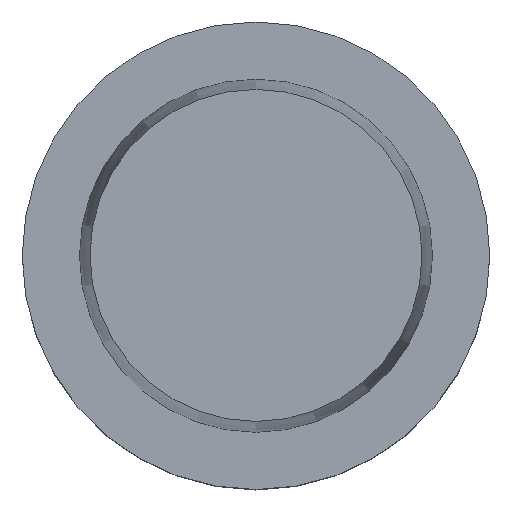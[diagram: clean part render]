
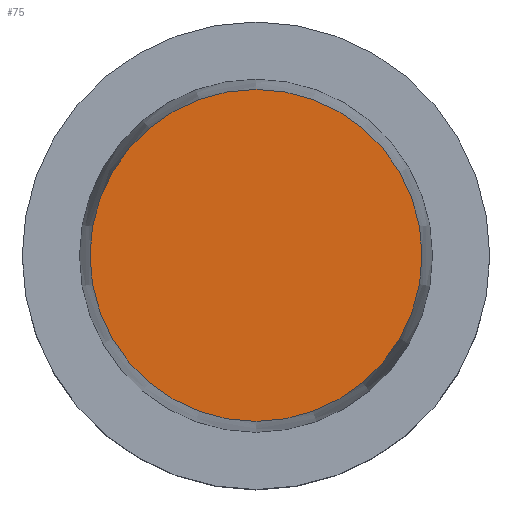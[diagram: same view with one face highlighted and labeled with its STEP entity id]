
A CAD part, top view. The second image highlights one B-rep face of the part: STEP entity #75.
In plain terms, the highlighted planar face has unit normal (0, 0, 1).
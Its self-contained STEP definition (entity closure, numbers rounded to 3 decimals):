
#75=ADVANCED_FACE('',(#95),#96,.T.);
#95=FACE_OUTER_BOUND('',#150,.T.);
#96=PLANE('',#151);
#150=EDGE_LOOP('',(#205));
#151=AXIS2_PLACEMENT_3D('',#206,#207,#208);
#205=ORIENTED_EDGE('',*,*,#298,.T.);
#206=CARTESIAN_POINT('',(0.,7.1,20.0));
#207=DIRECTION('',(0.,0.,1.0));
#208=DIRECTION('',(0.,1.0,0.));
#298=EDGE_CURVE('',#316,#316,#317,.T.);
#316=VERTEX_POINT('',#352);
#317=CIRCLE('',#353,14.2);
#352=CARTESIAN_POINT('',(0.,14.2,20.0));
#353=AXIS2_PLACEMENT_3D('',#388,#389,#390);
#388=CARTESIAN_POINT('',(0.,0.,20.0));
#389=DIRECTION('',(0.,0.,1.0));
#390=DIRECTION('',(0.,1.0,0.));
